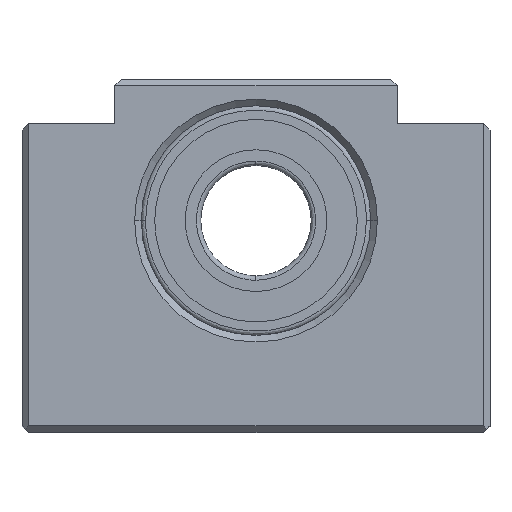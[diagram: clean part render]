
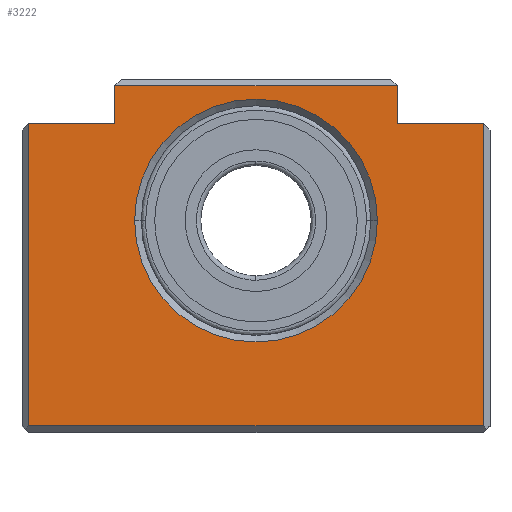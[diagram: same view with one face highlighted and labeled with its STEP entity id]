
A CAD part, top view. The second image highlights one B-rep face of the part: STEP entity #3222.
In plain terms, the highlighted planar face has unit normal (0, 0, 1).
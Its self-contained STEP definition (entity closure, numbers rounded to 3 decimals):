
#36 = AXIS2_PLACEMENT_3D ( 'NONE', #564, #3530, #3153 ) ;
#92 = AXIS2_PLACEMENT_3D ( 'NONE', #354, #3344, #2959 ) ;
#104 = CARTESIAN_POINT ( 'NONE',  ( 51.5, -46.5, 0. ) ) ;
#117 = EDGE_CURVE ( 'NONE', #3154, #972, #2177, .T. ) ;
#136 = LINE ( 'NONE', #3505, #296 ) ;
#188 = CARTESIAN_POINT ( 'NONE',  ( 27.5, 0., 0. ) ) ;
#219 = ORIENTED_EDGE ( 'NONE', *, *, #639, .T. ) ;
#288 = DIRECTION ( 'NONE',  ( 0., 0., -1. ) ) ;
#296 = VECTOR ( 'NONE', #3132, 1000. ) ;
#317 = EDGE_CURVE ( 'NONE', #1739, #1784, #1148, .T. ) ;
#348 = DIRECTION ( 'NONE',  ( 1., 0., 0. ) ) ;
#354 = CARTESIAN_POINT ( 'NONE',  ( 0., 0., 0. ) ) ;
#376 = ORIENTED_EDGE ( 'NONE', *, *, #437, .T. ) ;
#437 = EDGE_CURVE ( 'NONE', #2067, #2227, #2708, .T. ) ;
#564 = CARTESIAN_POINT ( 'NONE',  ( 0., 0., 0. ) ) ;
#574 = VERTEX_POINT ( 'NONE', #2439 ) ;
#639 = EDGE_CURVE ( 'NONE', #2447, #2151, #136, .T. ) ;
#693 = CARTESIAN_POINT ( 'NONE',  ( 0., 0., 0. ) ) ;
#698 = EDGE_CURVE ( 'NONE', #972, #3154, #2726, .T. ) ;
#765 = CARTESIAN_POINT ( 'NONE',  ( 51.5, -46.5, 0. ) ) ;
#774 = EDGE_CURVE ( 'NONE', #1784, #574, #3093, .T. ) ;
#790 = VECTOR ( 'NONE', #1700, 1000. ) ;
#809 = DIRECTION ( 'NONE',  ( -1., 0., 0. ) ) ;
#972 = VERTEX_POINT ( 'NONE', #188 ) ;
#990 = CARTESIAN_POINT ( 'NONE',  ( 32., 22., 0. ) ) ;
#991 = DIRECTION ( 'NONE',  ( 0., -1., 0. ) ) ;
#1148 = LINE ( 'NONE', #765, #1556 ) ;
#1194 = CARTESIAN_POINT ( 'NONE',  ( -32., 22., 0. ) ) ;
#1330 = ORIENTED_EDGE ( 'NONE', *, *, #3209, .T. ) ;
#1390 = CARTESIAN_POINT ( 'NONE',  ( -51.5, -46.5, 0. ) ) ;
#1420 = ORIENTED_EDGE ( 'NONE', *, *, #3226, .T. ) ;
#1551 = VERTEX_POINT ( 'NONE', #3232 ) ;
#1556 = VECTOR ( 'NONE', #348, 1000. ) ;
#1579 = DIRECTION ( 'NONE',  ( -1., 0., 0. ) ) ;
#1700 = DIRECTION ( 'NONE',  ( 0., 1., 0. ) ) ;
#1739 = VERTEX_POINT ( 'NONE', #3743 ) ;
#1760 = LINE ( 'NONE', #1390, #3693 ) ;
#1784 = VERTEX_POINT ( 'NONE', #104 ) ;
#1967 = CARTESIAN_POINT ( 'NONE',  ( -30.5, 30.5, 0. ) ) ;
#2040 = ORIENTED_EDGE ( 'NONE', *, *, #317, .T. ) ;
#2067 = VERTEX_POINT ( 'NONE', #3085 ) ;
#2151 = VERTEX_POINT ( 'NONE', #2623 ) ;
#2159 = ORIENTED_EDGE ( 'NONE', *, *, #698, .T. ) ;
#2177 = CIRCLE ( 'NONE', #92, 27.5 ) ;
#2227 = VERTEX_POINT ( 'NONE', #3121 ) ;
#2233 = PLANE ( 'NONE',  #3022 ) ;
#2439 = CARTESIAN_POINT ( 'NONE',  ( 51.5, 22., 0. ) ) ;
#2447 = VERTEX_POINT ( 'NONE', #990 ) ;
#2485 = EDGE_CURVE ( 'NONE', #2151, #1551, #2712, .T. ) ;
#2491 = VECTOR ( 'NONE', #809, 1000. ) ;
#2526 = DIRECTION ( 'NONE',  ( 0., -1., 0. ) ) ;
#2600 = DIRECTION ( 'NONE',  ( -1., 0., 0. ) ) ;
#2623 = CARTESIAN_POINT ( 'NONE',  ( 32., 30.5, 0. ) ) ;
#2706 = CARTESIAN_POINT ( 'NONE',  ( 51.5, 20.5, 0. ) ) ;
#2708 = LINE ( 'NONE', #1194, #2491 ) ;
#2712 = LINE ( 'NONE', #1967, #3682 ) ;
#2726 = CIRCLE ( 'NONE', #36, 27.5 ) ;
#2779 = EDGE_LOOP ( 'NONE', ( #219, #3077, #1420, #376, #3507, #2040, #3539, #1330 ) ) ;
#2785 = FACE_BOUND ( 'NONE', #2903, .T. ) ;
#2834 = VECTOR ( 'NONE', #2600, 1000. ) ;
#2891 = CARTESIAN_POINT ( 'NONE',  ( -32., 30.5, 0. ) ) ;
#2903 = EDGE_LOOP ( 'NONE', ( #2159, #3449 ) ) ;
#2959 = DIRECTION ( 'NONE',  ( -1., 0., 0. ) ) ;
#2981 = CARTESIAN_POINT ( 'NONE',  ( 51.5, 22., 0. ) ) ;
#3022 = AXIS2_PLACEMENT_3D ( 'NONE', #693, #288, #3658 ) ;
#3077 = ORIENTED_EDGE ( 'NONE', *, *, #2485, .T. ) ;
#3085 = CARTESIAN_POINT ( 'NONE',  ( -32., 22., 0. ) ) ;
#3093 = LINE ( 'NONE', #2706, #790 ) ;
#3121 = CARTESIAN_POINT ( 'NONE',  ( -51.5, 22., 0. ) ) ;
#3123 = FACE_OUTER_BOUND ( 'NONE', #2779, .T. ) ;
#3132 = DIRECTION ( 'NONE',  ( 0., 1., 0. ) ) ;
#3153 = DIRECTION ( 'NONE',  ( -1., 0., 0. ) ) ;
#3154 = VERTEX_POINT ( 'NONE', #3542 ) ;
#3209 = EDGE_CURVE ( 'NONE', #574, #2447, #3734, .T. ) ;
#3222 = ADVANCED_FACE ( 'NONE', ( #2785, #3123 ), #2233, .F. ) ;
#3226 = EDGE_CURVE ( 'NONE', #1551, #2067, #3271, .T. ) ;
#3228 = EDGE_CURVE ( 'NONE', #2227, #1739, #1760, .T. ) ;
#3232 = CARTESIAN_POINT ( 'NONE',  ( -32., 30.5, 0. ) ) ;
#3271 = LINE ( 'NONE', #2891, #3496 ) ;
#3344 = DIRECTION ( 'NONE',  ( 0., 0., -1. ) ) ;
#3449 = ORIENTED_EDGE ( 'NONE', *, *, #117, .T. ) ;
#3496 = VECTOR ( 'NONE', #2526, 1000. ) ;
#3505 = CARTESIAN_POINT ( 'NONE',  ( 32., 22., 0. ) ) ;
#3507 = ORIENTED_EDGE ( 'NONE', *, *, #3228, .T. ) ;
#3530 = DIRECTION ( 'NONE',  ( 0., 0., -1. ) ) ;
#3539 = ORIENTED_EDGE ( 'NONE', *, *, #774, .T. ) ;
#3542 = CARTESIAN_POINT ( 'NONE',  ( -27.5, 0., 0. ) ) ;
#3658 = DIRECTION ( 'NONE',  ( -1., 0., 0. ) ) ;
#3682 = VECTOR ( 'NONE', #1579, 1000. ) ;
#3693 = VECTOR ( 'NONE', #991, 1000. ) ;
#3734 = LINE ( 'NONE', #2981, #2834 ) ;
#3743 = CARTESIAN_POINT ( 'NONE',  ( -51.5, -46.5, 0. ) ) ;
